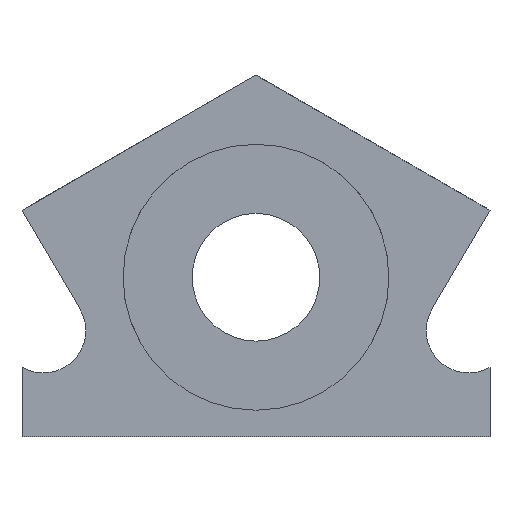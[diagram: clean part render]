
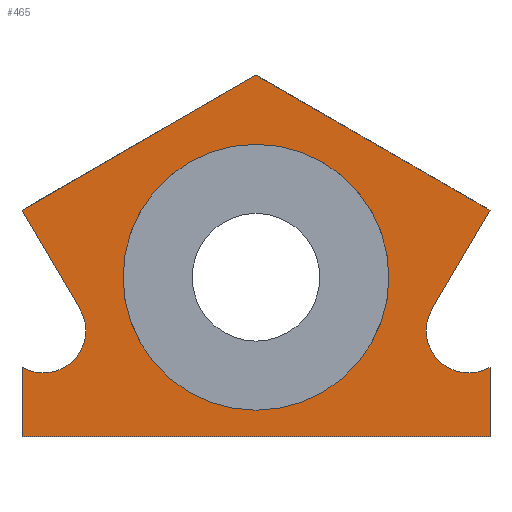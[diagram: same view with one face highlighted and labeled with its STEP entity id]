
A CAD part, front view. The second image highlights one B-rep face of the part: STEP entity #465.
In plain terms, the highlighted planar face has unit normal (0, -1, 0).
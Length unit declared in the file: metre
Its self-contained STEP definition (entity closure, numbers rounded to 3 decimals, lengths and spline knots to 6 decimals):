
#16=LINE('',#810,#39);
#17=LINE('',#812,#40);
#18=LINE('',#815,#41);
#19=LINE('',#818,#42);
#20=LINE('',#820,#43);
#21=LINE('',#824,#44);
#22=LINE('',#826,#45);
#39=VECTOR('',#588,1.);
#40=VECTOR('',#591,1.);
#41=VECTOR('',#592,1.);
#42=VECTOR('',#595,1.);
#43=VECTOR('',#596,1.);
#44=VECTOR('',#599,1.);
#45=VECTOR('',#600,1.);
#60=PLANE('',#515);
#77=CIRCLE('',#507,0.00625);
#80=CIRCLE('',#516,0.002);
#81=CIRCLE('',#517,0.002);
#119=ORIENTED_EDGE('',*,*,#217,.F.);
#120=ORIENTED_EDGE('',*,*,#229,.T.);
#121=ORIENTED_EDGE('',*,*,#230,.T.);
#122=ORIENTED_EDGE('',*,*,#231,.T.);
#123=ORIENTED_EDGE('',*,*,#228,.T.);
#124=ORIENTED_EDGE('',*,*,#232,.T.);
#125=ORIENTED_EDGE('',*,*,#233,.T.);
#126=ORIENTED_EDGE('',*,*,#234,.F.);
#127=ORIENTED_EDGE('',*,*,#235,.F.);
#128=ORIENTED_EDGE('',*,*,#236,.F.);
#217=EDGE_CURVE('',#273,#273,#77,.T.);
#228=EDGE_CURVE('',#280,#282,#16,.T.);
#229=EDGE_CURVE('',#283,#284,#17,.T.);
#230=EDGE_CURVE('',#284,#285,#18,.T.);
#231=EDGE_CURVE('',#285,#280,#80,.T.);
#232=EDGE_CURVE('',#282,#286,#19,.T.);
#233=EDGE_CURVE('',#286,#287,#20,.T.);
#234=EDGE_CURVE('',#288,#287,#81,.T.);
#235=EDGE_CURVE('',#289,#288,#21,.T.);
#236=EDGE_CURVE('',#283,#289,#22,.T.);
#273=VERTEX_POINT('',#751);
#280=VERTEX_POINT('',#805);
#282=VERTEX_POINT('',#809);
#283=VERTEX_POINT('',#813);
#284=VERTEX_POINT('',#814);
#285=VERTEX_POINT('',#816);
#286=VERTEX_POINT('',#819);
#287=VERTEX_POINT('',#821);
#288=VERTEX_POINT('',#823);
#289=VERTEX_POINT('',#825);
#331=EDGE_LOOP('',(#119));
#332=EDGE_LOOP('',(#120,#121,#122,#123,#124,#125,#126,#127,#128));
#394=FACE_BOUND('',#331,.T.);
#395=FACE_BOUND('',#332,.T.);
#465=ADVANCED_FACE('',(#394,#395),#60,.T.);
#507=AXIS2_PLACEMENT_3D('',#750,#569,#570);
#515=AXIS2_PLACEMENT_3D('',#811,#589,#590);
#516=AXIS2_PLACEMENT_3D('',#817,#593,#594);
#517=AXIS2_PLACEMENT_3D('',#822,#597,#598);
#569=DIRECTION('',(0.,-1.,0.));
#570=DIRECTION('',(0.,0.,-1.));
#588=DIRECTION('',(0.,0.,-1.));
#589=DIRECTION('',(0.,-1.,0.));
#590=DIRECTION('',(1.,0.,0.));
#591=DIRECTION('',(-0.866,0.,-0.5));
#592=DIRECTION('',(0.507,0.,-0.862));
#593=DIRECTION('',(0.,1.,0.));
#594=DIRECTION('',(0.,0.,-1.));
#595=DIRECTION('',(1.,0.,0.));
#596=DIRECTION('',(0.,0.,1.));
#597=DIRECTION('',(0.,-1.,0.));
#598=DIRECTION('',(0.,0.,-1.));
#599=DIRECTION('',(-0.507,0.,-0.862));
#600=DIRECTION('',(0.866,0.,-0.5));
#750=CARTESIAN_POINT('',(0.,-0.015,0.0075));
#751=CARTESIAN_POINT('',(0.,-0.015,0.00125));
#805=CARTESIAN_POINT('',(-0.011,-0.015,0.003268));
#809=CARTESIAN_POINT('',(-0.011,-0.015,0.));
#810=CARTESIAN_POINT('',(-0.011,-0.015,0.0085));
#811=CARTESIAN_POINT('',(0.,-0.015,0.0085));
#812=CARTESIAN_POINT('',(-0.0055,-0.015,0.013825));
#813=CARTESIAN_POINT('',(0.,-0.015,0.017));
#814=CARTESIAN_POINT('',(-0.011,-0.015,0.010649));
#815=CARTESIAN_POINT('',(-0.009638,-0.015,0.008331));
#816=CARTESIAN_POINT('',(-0.008276,-0.015,0.006013));
#817=CARTESIAN_POINT('',(-0.01,-0.015,0.005));
#818=CARTESIAN_POINT('',(0.,-0.015,0.));
#819=CARTESIAN_POINT('',(0.011,-0.015,0.));
#820=CARTESIAN_POINT('',(0.011,-0.015,0.0085));
#821=CARTESIAN_POINT('',(0.011,-0.015,0.003268));
#822=CARTESIAN_POINT('',(0.01,-0.015,0.005));
#823=CARTESIAN_POINT('',(0.008276,-0.015,0.006013));
#824=CARTESIAN_POINT('',(0.009638,-0.015,0.008331));
#825=CARTESIAN_POINT('',(0.011,-0.015,0.010649));
#826=CARTESIAN_POINT('',(0.0055,-0.015,0.013825));
